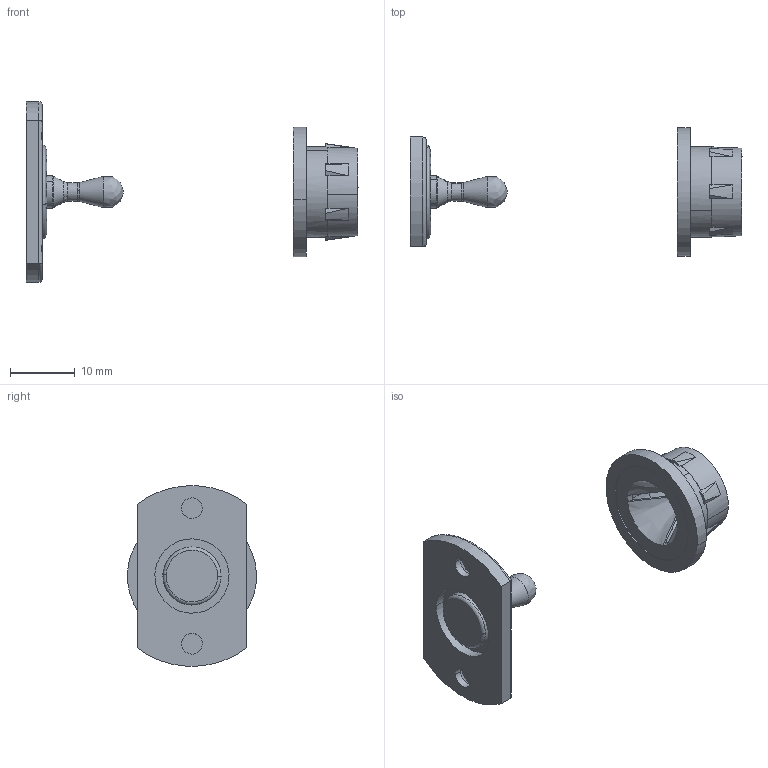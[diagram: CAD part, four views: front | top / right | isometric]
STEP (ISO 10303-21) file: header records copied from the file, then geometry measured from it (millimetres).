
FILE_DESCRIPTION((''),'2;1');
FILE_NAME('','2005-07-15T14:35:55',(''),(''),'','CADfix','');
FILE_SCHEMA(('AUTOMOTIVE_DESIGN'));
Length unit declared in the file: millimetre
Products named in the file (4): keeper; bracket; base; TL_166_18719_36
Assembly tree (3 placements, depth 2):
  TL_166_18719_36
    keeper
    bracket
    base
Bounding box: 51.43 x 19.97 x 27.95 mm (x, y, z)
Volume: 2080.6 mm3; surface area: 3514.1 mm2
Topology: 3 solids, 3 shells, 117 faces, 356 edges, 251 vertices
Faces by surface type: bspline 117
Entity records: 4498 total; most frequent: CARTESIAN_POINT 2555, ORIENTED_EDGE 704, EDGE_CURVE 352, VERTEX_POINT 249, EDGE_LOOP 127, FACE_OUTER_BOUND 114, ADVANCED_FACE 114, QUASI_UNIFORM_CURVE 94
